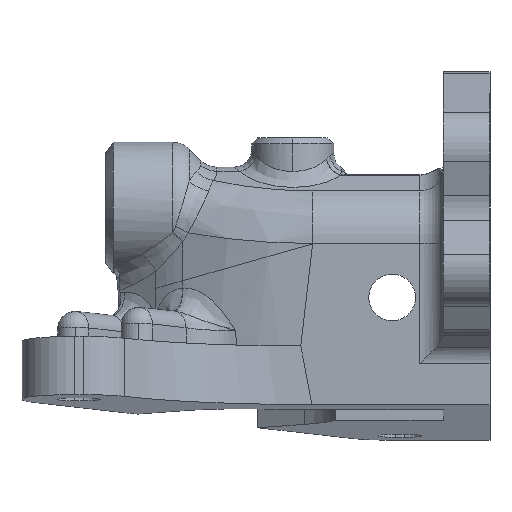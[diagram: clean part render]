
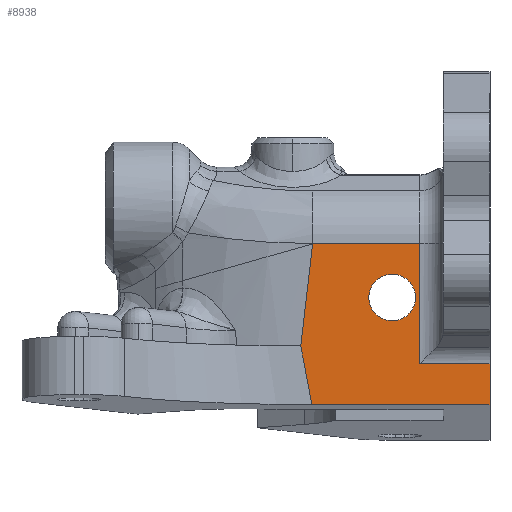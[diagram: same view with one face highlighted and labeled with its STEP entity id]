
A CAD part, left-side view. The second image highlights one B-rep face of the part: STEP entity #8938.
In plain terms, the highlighted planar face has unit normal (-1, 0, 0).
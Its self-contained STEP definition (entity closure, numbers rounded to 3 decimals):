
#48 = LINE ( 'NONE', #8175, #5234 ) ;
#185 = CARTESIAN_POINT ( 'NONE',  ( -7.82, 0., -7.5 ) ) ;
#297 = EDGE_CURVE ( 'NONE', #10275, #8089, #8047, .T. ) ;
#581 = ORIENTED_EDGE ( 'NONE', *, *, #8192, .T. ) ;
#647 = CARTESIAN_POINT ( 'NONE',  ( -7.82, 6., -7.5 ) ) ;
#701 = CARTESIAN_POINT ( 'NONE',  ( -7.82, 16.192, -11.8 ) ) ;
#926 = DIRECTION ( 'NONE',  ( 0., 1., 0. ) ) ;
#928 = CARTESIAN_POINT ( 'NONE',  ( -7.82, 15.682, -7.436 ) ) ;
#1043 = EDGE_CURVE ( 'NONE', #11701, #8768, #2926, .T. ) ;
#1247 = CIRCLE ( 'NONE', #11996, 2. ) ;
#1259 = CARTESIAN_POINT ( 'NONE',  ( -7.82, 8.375, -7.655 ) ) ;
#1410 = CARTESIAN_POINT ( 'NONE',  ( -7.82, 15.173, 0.093 ) ) ;
#1715 = VECTOR ( 'NONE', #10704, 1000. ) ;
#2125 = EDGE_LOOP ( 'NONE', ( #581, #7047, #7068, #9078, #9622, #6998, #11448, #3115 ) ) ;
#2184 = EDGE_LOOP ( 'NONE', ( #3959, #2400 ) ) ;
#2331 = CARTESIAN_POINT ( 'NONE',  ( -7.82, 0., -13.328 ) ) ;
#2337 = DIRECTION ( 'NONE',  ( 0., 0., 1. ) ) ;
#2400 = ORIENTED_EDGE ( 'NONE', *, *, #3534, .F. ) ;
#2519 = EDGE_CURVE ( 'NONE', #9260, #10783, #9537, .T. ) ;
#2522 = VERTEX_POINT ( 'NONE', #7811 ) ;
#2798 = VECTOR ( 'NONE', #3178, 1000. ) ;
#2810 = VECTOR ( 'NONE', #926, 1000. ) ;
#2866 = DIRECTION ( 'NONE',  ( 0., 1., 0. ) ) ;
#2926 = LINE ( 'NONE', #928, #9111 ) ;
#3023 = DIRECTION ( 'NONE',  ( 0., 0., 1. ) ) ;
#3072 = DIRECTION ( 'NONE',  ( 0., 0., 1. ) ) ;
#3079 = CARTESIAN_POINT ( 'NONE',  ( -7.82, 0., -7.5 ) ) ;
#3115 = ORIENTED_EDGE ( 'NONE', *, *, #2519, .T. ) ;
#3178 = DIRECTION ( 'NONE',  ( 0., 0., 1. ) ) ;
#3253 = FACE_BOUND ( 'NONE', #2184, .T. ) ;
#3503 = VECTOR ( 'NONE', #6336, 1000. ) ;
#3534 = EDGE_CURVE ( 'NONE', #11974, #3555, #9339, .T. ) ;
#3555 = VERTEX_POINT ( 'NONE', #10068 ) ;
#3959 = ORIENTED_EDGE ( 'NONE', *, *, #6613, .F. ) ;
#4152 = CARTESIAN_POINT ( 'NONE',  ( -7.82, 6., -3.037 ) ) ;
#4499 = CARTESIAN_POINT ( 'NONE',  ( -7.82, 15.24, -16.821 ) ) ;
#4639 = AXIS2_PLACEMENT_3D ( 'NONE', #1259, #4864, #3023 ) ;
#4686 = DIRECTION ( 'NONE',  ( 0., 0.186, 0.982 ) ) ;
#4714 = VECTOR ( 'NONE', #7874, 1000. ) ;
#4766 = CARTESIAN_POINT ( 'NONE',  ( -7.82, 15.173, -3.037 ) ) ;
#4864 = DIRECTION ( 'NONE',  ( -1., 0., 0. ) ) ;
#5152 = CARTESIAN_POINT ( 'NONE',  ( -7.82, 8.375, -9.655 ) ) ;
#5234 = VECTOR ( 'NONE', #4686, 1000. ) ;
#5459 = CARTESIAN_POINT ( 'NONE',  ( -7.82, 0., -16.821 ) ) ;
#5636 = VERTEX_POINT ( 'NONE', #4499 ) ;
#5834 = PLANE ( 'NONE',  #7942 ) ;
#6017 = FACE_OUTER_BOUND ( 'NONE', #2125, .T. ) ;
#6303 = CARTESIAN_POINT ( 'NONE',  ( -7.82, 0., -13.328 ) ) ;
#6336 = DIRECTION ( 'NONE',  ( 0., 0., 1. ) ) ;
#6613 = EDGE_CURVE ( 'NONE', #3555, #11974, #1247, .T. ) ;
#6998 = ORIENTED_EDGE ( 'NONE', *, *, #11357, .F. ) ;
#7047 = ORIENTED_EDGE ( 'NONE', *, *, #297, .T. ) ;
#7051 = EDGE_CURVE ( 'NONE', #8768, #2522, #7833, .T. ) ;
#7068 = ORIENTED_EDGE ( 'NONE', *, *, #9684, .T. ) ;
#7334 = LINE ( 'NONE', #6303, #2810 ) ;
#7461 = LINE ( 'NONE', #4766, #9731 ) ;
#7720 = CARTESIAN_POINT ( 'NONE',  ( -7.82, 8.375, -7.655 ) ) ;
#7811 = CARTESIAN_POINT ( 'NONE',  ( -7.82, 15.173, -3.037 ) ) ;
#7833 = LINE ( 'NONE', #1410, #2798 ) ;
#7874 = DIRECTION ( 'NONE',  ( 0., 0., 1. ) ) ;
#7942 = AXIS2_PLACEMENT_3D ( 'NONE', #3079, #10678, #2337 ) ;
#8047 = LINE ( 'NONE', #647, #3503 ) ;
#8089 = VERTEX_POINT ( 'NONE', #4152 ) ;
#8175 = CARTESIAN_POINT ( 'NONE',  ( -7.82, 15.716, -14.311 ) ) ;
#8192 = EDGE_CURVE ( 'NONE', #10783, #10275, #7334, .T. ) ;
#8258 = DIRECTION ( 'NONE',  ( 0., -0.116, 0.993 ) ) ;
#8768 = VERTEX_POINT ( 'NONE', #11969 ) ;
#8938 = ADVANCED_FACE ( 'NONE', ( #3253, #6017 ), #5834, .T. ) ;
#9078 = ORIENTED_EDGE ( 'NONE', *, *, #7051, .F. ) ;
#9111 = VECTOR ( 'NONE', #8258, 1000. ) ;
#9260 = VERTEX_POINT ( 'NONE', #5459 ) ;
#9339 = CIRCLE ( 'NONE', #4639, 2. ) ;
#9537 = LINE ( 'NONE', #185, #4714 ) ;
#9622 = ORIENTED_EDGE ( 'NONE', *, *, #1043, .F. ) ;
#9684 = EDGE_CURVE ( 'NONE', #8089, #2522, #7461, .T. ) ;
#9731 = VECTOR ( 'NONE', #2866, 1000. ) ;
#10068 = CARTESIAN_POINT ( 'NONE',  ( -7.82, 8.375, -5.655 ) ) ;
#10275 = VERTEX_POINT ( 'NONE', #10948 ) ;
#10281 = EDGE_CURVE ( 'NONE', #9260, #5636, #10886, .T. ) ;
#10678 = DIRECTION ( 'NONE',  ( -1., 0., 0. ) ) ;
#10704 = DIRECTION ( 'NONE',  ( 0., 1., 0. ) ) ;
#10783 = VERTEX_POINT ( 'NONE', #2331 ) ;
#10886 = LINE ( 'NONE', #11673, #1715 ) ;
#10948 = CARTESIAN_POINT ( 'NONE',  ( -7.82, 6., -13.328 ) ) ;
#11293 = DIRECTION ( 'NONE',  ( -1., 0., 0. ) ) ;
#11357 = EDGE_CURVE ( 'NONE', #5636, #11701, #48, .T. ) ;
#11448 = ORIENTED_EDGE ( 'NONE', *, *, #10281, .F. ) ;
#11673 = CARTESIAN_POINT ( 'NONE',  ( -7.82, 0., -16.821 ) ) ;
#11701 = VERTEX_POINT ( 'NONE', #701 ) ;
#11969 = CARTESIAN_POINT ( 'NONE',  ( -7.82, 15.173, -3.071 ) ) ;
#11974 = VERTEX_POINT ( 'NONE', #5152 ) ;
#11996 = AXIS2_PLACEMENT_3D ( 'NONE', #7720, #11293, #3072 ) ;
